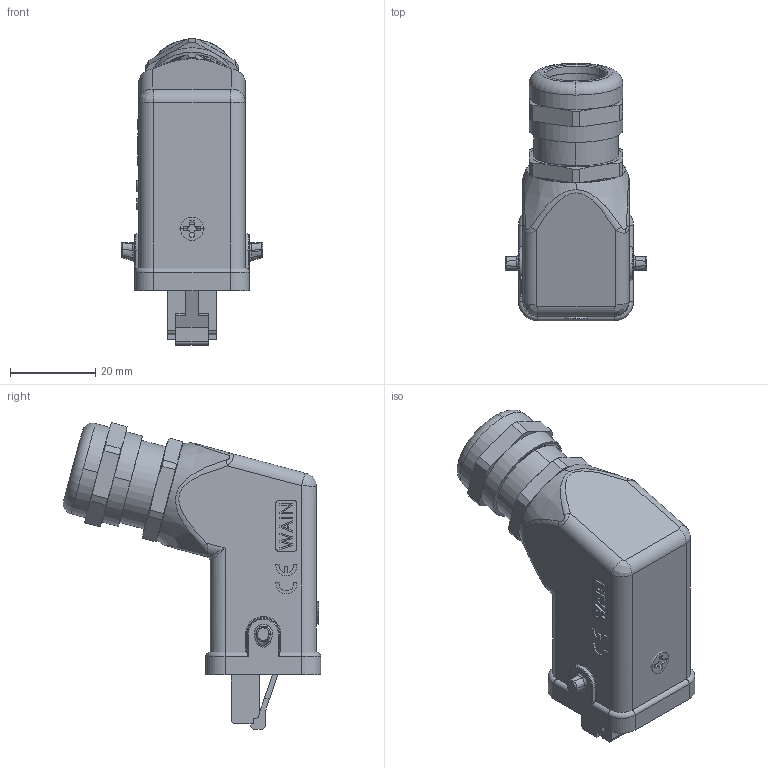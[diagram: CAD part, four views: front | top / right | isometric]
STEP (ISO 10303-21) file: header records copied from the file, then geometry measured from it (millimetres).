
FILE_DESCRIPTION((''),'2;1');
FILE_NAME('H3A-SE_S-2B-M20-RJ45_ASM','2024-01-17T',('11539'),(''),'PRO/ENGINEER BY PARAMETRIC TECHNOLOGY CORPORATION, 2012480','PRO/ENGINEER BY PARAMETRIC TECHNOLOGY CORPORATION, 2012480','');
FILE_SCHEMA(('CONFIG_CONTROL_DESIGN'));
Length unit declared in the file: millimetre
Products named in the file (1): H3A-SE_S-2B-M20-RJ45_ASM
Bounding box: 33.4 x 60.55 x 72.2 mm (x, y, z)
Volume: 27646.3 mm3; surface area: 21047.1 mm2
Topology: 2 solids, 7 shells, 831 faces, 2273 edges, 1455 vertices
Faces by surface type: plane 396, cylinder 192, bspline 138, cone 49, torus 38, extrusion 14, sphere 4
Entity records: 37451 total; most frequent: CARTESIAN_POINT 17806, ORIENTED_EDGE 4534, DIRECTION 3392, EDGE_CURVE 2267, VERTEX_POINT 1455, VECTOR 1204, LINE 1190, AXIS2_PLACEMENT_3D 1094
